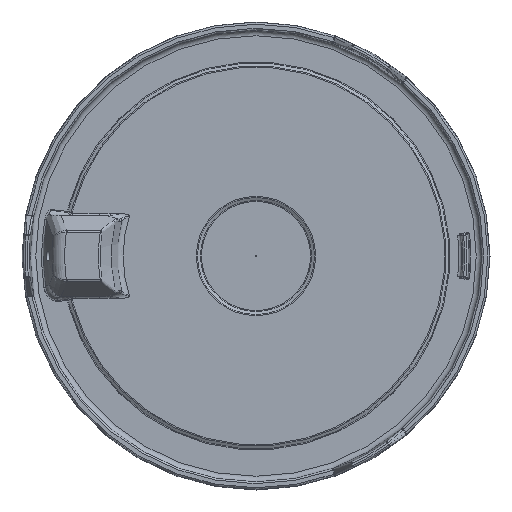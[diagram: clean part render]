
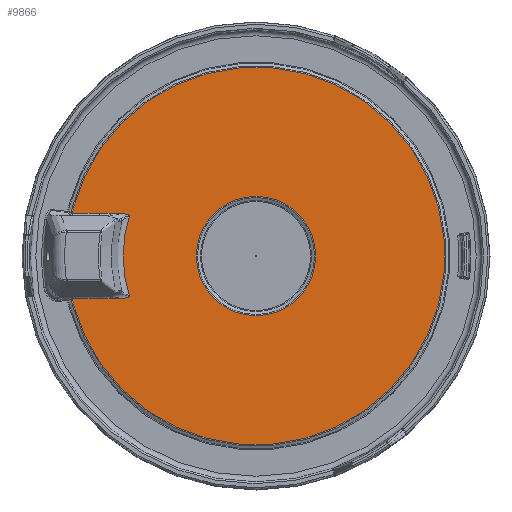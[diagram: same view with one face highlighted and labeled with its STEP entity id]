
A CAD part, front view. The second image highlights one B-rep face of the part: STEP entity #9866.
In plain terms, the highlighted planar face has unit normal (0, -1, 0).
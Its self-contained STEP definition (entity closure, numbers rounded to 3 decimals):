
#20=FACE_BOUND('',#2032,.T.);
#135=PLANE('',#10658);
#449=LINE('',#15300,#783);
#451=LINE('',#15755,#785);
#457=LINE('',#15968,#791);
#458=LINE('',#15973,#792);
#783=VECTOR('',#11921,10.);
#785=VECTOR('',#11963,10.);
#791=VECTOR('',#12009,10.);
#792=VECTOR('',#12014,10.);
#1285=FACE_OUTER_BOUND('',#2031,.T.);
#2031=EDGE_LOOP('',(#6611,#6612,#6613,#6614,#6615,#6616,#6617,#6618,#6619,
#6620,#6621,#6622));
#2032=EDGE_LOOP('',(#6623));
#2786=B_SPLINE_CURVE_WITH_KNOTS('',3,(#15235,#15236,#15237,#15238),
 .UNSPECIFIED.,.F.,.F.,(4,4),(0.976,2.052),
 .UNSPECIFIED.);
#2790=B_SPLINE_CURVE_WITH_KNOTS('',3,(#15329,#15330,#15331,#15332),
 .UNSPECIFIED.,.F.,.F.,(4,4),(-2.4,0.),
 .UNSPECIFIED.);
#2811=B_SPLINE_CURVE_WITH_KNOTS('',3,(#15743,#15744,#15745,#15746),
 .UNSPECIFIED.,.F.,.F.,(4,4),(-2.4,0.),.UNSPECIFIED.);
#2815=B_SPLINE_CURVE_WITH_KNOTS('',3,(#15835,#15836,#15837,#15838),
 .UNSPECIFIED.,.F.,.F.,(4,4),(-4.451,-3.376),
 .UNSPECIFIED.);
#3281=CIRCLE('',#10646,28.957);
#3290=CIRCLE('',#10659,169.5);
#3291=CIRCLE('',#10660,28.957);
#3292=CIRCLE('',#10661,119.234);
#3293=CIRCLE('',#10662,53.5);
#4013=VERTEX_POINT('',#15232);
#4014=VERTEX_POINT('',#15234);
#4017=VERTEX_POINT('',#15298);
#4019=VERTEX_POINT('',#15327);
#4041=VERTEX_POINT('',#15710);
#4043=VERTEX_POINT('',#15741);
#4045=VERTEX_POINT('',#15753);
#4047=VERTEX_POINT('',#15782);
#4052=VERTEX_POINT('',#15884);
#4066=VERTEX_POINT('',#15967);
#4067=VERTEX_POINT('',#15969);
#4068=VERTEX_POINT('',#15972);
#4069=VERTEX_POINT('',#15975);
#4893=EDGE_CURVE('',#4013,#4014,#2786,.T.);
#4897=EDGE_CURVE('',#4017,#4013,#449,.T.);
#4901=EDGE_CURVE('',#4019,#4017,#2790,.T.);
#4937=EDGE_CURVE('',#4043,#4041,#2811,.T.);
#4940=EDGE_CURVE('',#4045,#4043,#451,.T.);
#4944=EDGE_CURVE('',#4047,#4045,#2815,.T.);
#4954=EDGE_CURVE('',#4019,#4052,#3281,.T.);
#4972=EDGE_CURVE('',#4014,#4066,#457,.T.);
#4973=EDGE_CURVE('',#4067,#4052,#3290,.T.);
#4974=EDGE_CURVE('',#4067,#4041,#3291,.T.);
#4975=EDGE_CURVE('',#4068,#4047,#458,.T.);
#4976=EDGE_CURVE('',#4066,#4068,#3292,.T.);
#4977=EDGE_CURVE('',#4069,#4069,#3293,.T.);
#6611=ORIENTED_EDGE('',*,*,#4972,.F.);
#6612=ORIENTED_EDGE('',*,*,#4893,.F.);
#6613=ORIENTED_EDGE('',*,*,#4897,.F.);
#6614=ORIENTED_EDGE('',*,*,#4901,.F.);
#6615=ORIENTED_EDGE('',*,*,#4954,.T.);
#6616=ORIENTED_EDGE('',*,*,#4973,.F.);
#6617=ORIENTED_EDGE('',*,*,#4974,.T.);
#6618=ORIENTED_EDGE('',*,*,#4937,.F.);
#6619=ORIENTED_EDGE('',*,*,#4940,.F.);
#6620=ORIENTED_EDGE('',*,*,#4944,.F.);
#6621=ORIENTED_EDGE('',*,*,#4975,.F.);
#6622=ORIENTED_EDGE('',*,*,#4976,.F.);
#6623=ORIENTED_EDGE('',*,*,#4977,.T.);
#9866=ADVANCED_FACE('',(#1285,#20),#135,.T.);
#10646=AXIS2_PLACEMENT_3D('',#15886,#11980,#11981);
#10658=AXIS2_PLACEMENT_3D('',#15966,#12007,#12008);
#10659=AXIS2_PLACEMENT_3D('',#15970,#12010,#12011);
#10660=AXIS2_PLACEMENT_3D('',#15971,#12012,#12013);
#10661=AXIS2_PLACEMENT_3D('',#15974,#12015,#12016);
#10662=AXIS2_PLACEMENT_3D('',#15976,#12017,#12018);
#11921=DIRECTION('',(1.,0.,0.));
#11963=DIRECTION('',(-1.,0.,0.));
#11980=DIRECTION('center_axis',(0.,-1.,0.));
#11981=DIRECTION('ref_axis',(0.,0.,1.));
#12007=DIRECTION('center_axis',(0.,-1.,0.));
#12008=DIRECTION('ref_axis',(0.,0.,-1.));
#12009=DIRECTION('',(0.966,0.,0.259));
#12010=DIRECTION('center_axis',(0.,1.,0.));
#12011=DIRECTION('ref_axis',(1.,0.,0.));
#12012=DIRECTION('center_axis',(0.,-1.,0.));
#12013=DIRECTION('ref_axis',(0.,0.,-1.));
#12014=DIRECTION('',(-0.966,0.,0.259));
#12015=DIRECTION('center_axis',(0.,1.,0.));
#12016=DIRECTION('ref_axis',(-1.,0.,0.));
#12017=DIRECTION('center_axis',(0.,1.,0.));
#12018=DIRECTION('ref_axis',(1.,0.,0.));
#15232=CARTESIAN_POINT('',(-130.873,8.,-38.375));
#15234=CARTESIAN_POINT('',(-120.119,8.,-38.398));
#15235=CARTESIAN_POINT('Ctrl Pts',(-130.873,8.,-38.375));
#15236=CARTESIAN_POINT('Ctrl Pts',(-127.289,8.,-38.375));
#15237=CARTESIAN_POINT('Ctrl Pts',(-123.704,8.,-38.381));
#15238=CARTESIAN_POINT('Ctrl Pts',(-120.119,8.,-38.398));
#15298=CARTESIAN_POINT('',(-140.635,8.,-38.375));
#15300=CARTESIAN_POINT('',(-179.646,8.,-38.375));
#15327=CARTESIAN_POINT('',(-164.632,8.,-38.508));
#15329=CARTESIAN_POINT('Ctrl Pts',(-164.632,8.,-38.508));
#15330=CARTESIAN_POINT('Ctrl Pts',(-156.634,8.,-38.411));
#15331=CARTESIAN_POINT('Ctrl Pts',(-148.634,8.,-38.375));
#15332=CARTESIAN_POINT('Ctrl Pts',(-140.635,8.,-38.375));
#15710=CARTESIAN_POINT('',(-164.632,8.,38.508));
#15741=CARTESIAN_POINT('',(-140.635,8.,38.375));
#15743=CARTESIAN_POINT('Ctrl Pts',(-140.635,8.,38.375));
#15744=CARTESIAN_POINT('Ctrl Pts',(-148.634,8.,38.375));
#15745=CARTESIAN_POINT('Ctrl Pts',(-156.634,8.,38.411));
#15746=CARTESIAN_POINT('Ctrl Pts',(-164.632,8.,38.508));
#15753=CARTESIAN_POINT('',(-130.873,8.,38.375));
#15755=CARTESIAN_POINT('',(-179.646,8.,38.375));
#15782=CARTESIAN_POINT('',(-120.119,8.,38.398));
#15835=CARTESIAN_POINT('Ctrl Pts',(-120.119,8.,38.398));
#15836=CARTESIAN_POINT('Ctrl Pts',(-123.704,8.,38.381));
#15837=CARTESIAN_POINT('Ctrl Pts',(-127.289,8.,38.375));
#15838=CARTESIAN_POINT('Ctrl Pts',(-130.873,8.,38.375));
#15884=CARTESIAN_POINT('',(-163.724,8.,-43.87));
#15886=CARTESIAN_POINT('Origin',(-135.754,8.,-36.375));
#15966=CARTESIAN_POINT('Origin',(-169.5,8.,0.));
#15967=CARTESIAN_POINT('',(-113.472,8.,-36.616));
#15968=CARTESIAN_POINT('',(-153.247,8.,-47.274));
#15969=CARTESIAN_POINT('',(-163.724,8.,43.87));
#15970=CARTESIAN_POINT('Origin',(0.,8.,0.));
#15971=CARTESIAN_POINT('Origin',(-135.754,8.,36.375));
#15972=CARTESIAN_POINT('',(-113.472,8.,36.616));
#15973=CARTESIAN_POINT('',(-153.247,8.,47.274));
#15974=CARTESIAN_POINT('Origin',(0.,8.,0.));
#15975=CARTESIAN_POINT('',(0.,8.,-53.5));
#15976=CARTESIAN_POINT('Origin',(0.,8.,0.));
